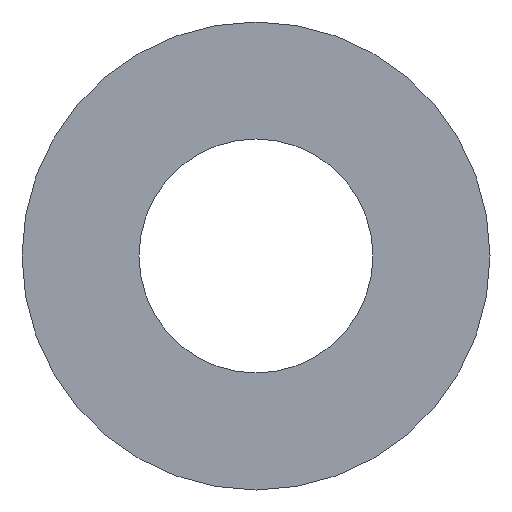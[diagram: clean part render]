
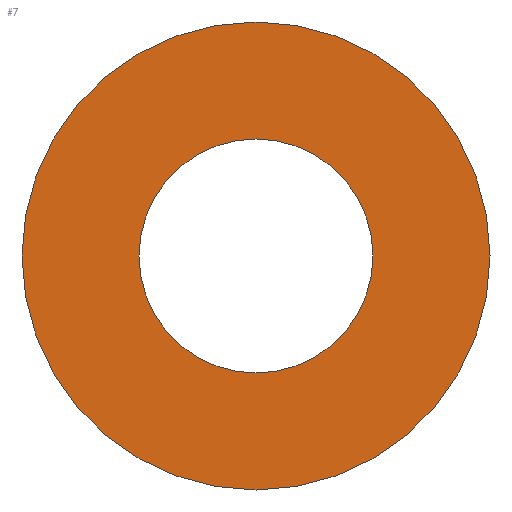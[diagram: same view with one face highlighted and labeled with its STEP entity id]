
A CAD part, front view. The second image highlights one B-rep face of the part: STEP entity #7.
In plain terms, the highlighted planar face has unit normal (0, -1, 0).
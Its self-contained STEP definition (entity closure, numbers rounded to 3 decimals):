
#3 = EDGE_CURVE ( 'NONE', #88, #96, #77, .T. ) ;
#7 = ADVANCED_FACE ( 'NONE', ( #142, #136 ), #133, .F. ) ;
#11 = AXIS2_PLACEMENT_3D ( 'NONE', #162, #156, #194 ) ;
#13 = CIRCLE ( 'NONE', #15, 12.5 ) ;
#15 = AXIS2_PLACEMENT_3D ( 'NONE', #158, #164, #190 ) ;
#23 = CIRCLE ( 'NONE', #11, 25. ) ;
#28 = AXIS2_PLACEMENT_3D ( 'NONE', #161, #187, #155 ) ;
#29 = CIRCLE ( 'NONE', #28, 25. ) ;
#31 = EDGE_CURVE ( 'NONE', #98, #100, #29, .T. ) ;
#64 = EDGE_CURVE ( 'NONE', #100, #98, #23, .T. ) ;
#66 = EDGE_CURVE ( 'NONE', #96, #88, #13, .T. ) ;
#69 = AXIS2_PLACEMENT_3D ( 'NONE', #146, #147, #105 ) ;
#73 = AXIS2_PLACEMENT_3D ( 'NONE', #124, #140, #108 ) ;
#77 = CIRCLE ( 'NONE', #73, 12.5 ) ;
#88 = VERTEX_POINT ( 'NONE', #195 ) ;
#92 = ORIENTED_EDGE ( 'NONE', *, *, #66, .T. ) ;
#93 = ORIENTED_EDGE ( 'NONE', *, *, #3, .T. ) ;
#96 = VERTEX_POINT ( 'NONE', #167 ) ;
#98 = VERTEX_POINT ( 'NONE', #247 ) ;
#100 = VERTEX_POINT ( 'NONE', #216 ) ;
#103 = ORIENTED_EDGE ( 'NONE', *, *, #64, .F. ) ;
#105 = DIRECTION ( 'NONE',  ( 0., 0., 1. ) ) ;
#108 = DIRECTION ( 'NONE',  ( 0., 0., 1. ) ) ;
#113 = ORIENTED_EDGE ( 'NONE', *, *, #31, .F. ) ;
#124 = CARTESIAN_POINT ( 'NONE',  ( 0., 0., 0. ) ) ;
#132 = EDGE_LOOP ( 'NONE', ( #103, #113 ) ) ;
#133 = PLANE ( 'NONE',  #69 ) ;
#136 = FACE_BOUND ( 'NONE', #139, .T. ) ;
#139 = EDGE_LOOP ( 'NONE', ( #93, #92 ) ) ;
#140 = DIRECTION ( 'NONE',  ( 0., 1., 0. ) ) ;
#142 = FACE_OUTER_BOUND ( 'NONE', #132, .T. ) ;
#146 = CARTESIAN_POINT ( 'NONE',  ( 0., 0., 0. ) ) ;
#147 = DIRECTION ( 'NONE',  ( 0., 1., 0. ) ) ;
#155 = DIRECTION ( 'NONE',  ( 0., 0., 1. ) ) ;
#156 = DIRECTION ( 'NONE',  ( 0., 1., 0. ) ) ;
#158 = CARTESIAN_POINT ( 'NONE',  ( 0., 0., 0. ) ) ;
#161 = CARTESIAN_POINT ( 'NONE',  ( 0., 0., 0. ) ) ;
#162 = CARTESIAN_POINT ( 'NONE',  ( 0., 0., 0. ) ) ;
#164 = DIRECTION ( 'NONE',  ( 0., 1., 0. ) ) ;
#167 = CARTESIAN_POINT ( 'NONE',  ( 0., 0., 12.5 ) ) ;
#187 = DIRECTION ( 'NONE',  ( 0., 1., 0. ) ) ;
#190 = DIRECTION ( 'NONE',  ( 0., 0., 1. ) ) ;
#194 = DIRECTION ( 'NONE',  ( 0., 0., 1. ) ) ;
#195 = CARTESIAN_POINT ( 'NONE',  ( 0., 0., -12.5 ) ) ;
#216 = CARTESIAN_POINT ( 'NONE',  ( 0., 0., -25. ) ) ;
#247 = CARTESIAN_POINT ( 'NONE',  ( 0., 0., 25. ) ) ;
